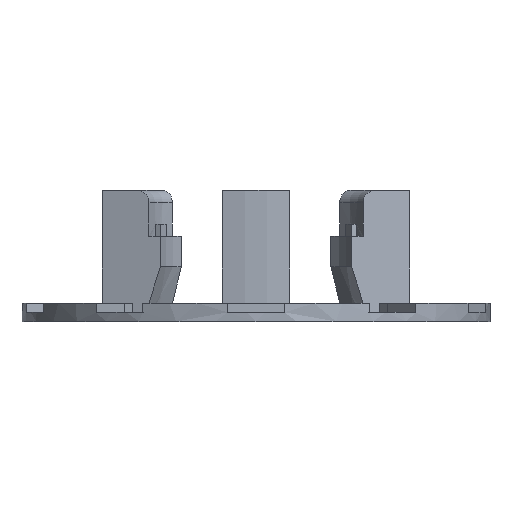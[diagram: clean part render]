
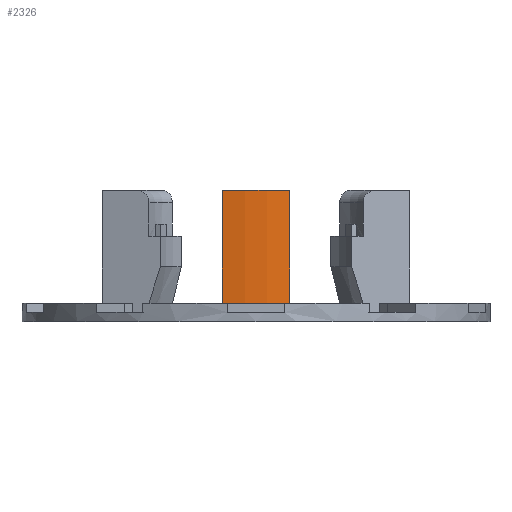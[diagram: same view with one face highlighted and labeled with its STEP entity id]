
A CAD part, front view. The second image highlights one B-rep face of the part: STEP entity #2326.
In plain terms, the highlighted cylindrical face has radius 26.551 mm (diameter 53.103 mm), a partial arc.
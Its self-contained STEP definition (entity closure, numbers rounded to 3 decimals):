
#83=CYLINDRICAL_SURFACE('',#2569,26.551);
#190=FACE_OUTER_BOUND('',#321,.T.);
#321=EDGE_LOOP('',(#1998,#1999,#2000,#2001));
#542=LINE('',#3861,#756);
#553=LINE('',#3889,#767);
#756=VECTOR('',#3131,10.);
#767=VECTOR('',#3160,10.);
#853=CIRCLE('',#2490,26.551);
#896=CIRCLE('',#2570,26.551);
#1070=VERTEX_POINT('',#3741);
#1071=VERTEX_POINT('',#3743);
#1111=VERTEX_POINT('',#3859);
#1119=VERTEX_POINT('',#3888);
#1352=EDGE_CURVE('',#1070,#1071,#853,.T.);
#1414=EDGE_CURVE('',#1070,#1111,#542,.T.);
#1428=EDGE_CURVE('',#1119,#1071,#553,.T.);
#1460=EDGE_CURVE('',#1111,#1119,#896,.T.);
#1998=ORIENTED_EDGE('',*,*,#1414,.T.);
#1999=ORIENTED_EDGE('',*,*,#1460,.T.);
#2000=ORIENTED_EDGE('',*,*,#1428,.T.);
#2001=ORIENTED_EDGE('',*,*,#1352,.F.);
#2326=ADVANCED_FACE('',(#190),#83,.T.);
#2490=AXIS2_PLACEMENT_3D('',#3744,#3015,#3016);
#2569=AXIS2_PLACEMENT_3D('',#3950,#3238,#3239);
#2570=AXIS2_PLACEMENT_3D('',#3951,#3240,#3241);
#3015=DIRECTION('center_axis',(0.,0.,
-1.));
#3016=DIRECTION('ref_axis',(1.,0.,0.));
#3131=DIRECTION('',(0.,0.,1.));
#3160=DIRECTION('',(0.,0.,-1.));
#3238=DIRECTION('center_axis',(0.,0.,
-1.));
#3239=DIRECTION('ref_axis',(-1.,0.,0.));
#3240=DIRECTION('center_axis',(0.,0.,
-1.));
#3241=DIRECTION('ref_axis',(1.,0.,0.));
#3741=CARTESIAN_POINT('',(5.509,-25.974,44.841));
#3743=CARTESIAN_POINT('',(-5.532,-25.969,44.841));
#3744=CARTESIAN_POINT('Origin',(0.,0.,
44.841));
#3859=CARTESIAN_POINT('',(5.509,-25.974,63.341));
#3861=CARTESIAN_POINT('',(5.509,-25.974,54.091));
#3888=CARTESIAN_POINT('',(-5.532,-25.969,63.341));
#3889=CARTESIAN_POINT('',(-5.532,-25.969,54.091));
#3950=CARTESIAN_POINT('Origin',(0.,0.,
54.091));
#3951=CARTESIAN_POINT('Origin',(0.,0.,
63.341));
